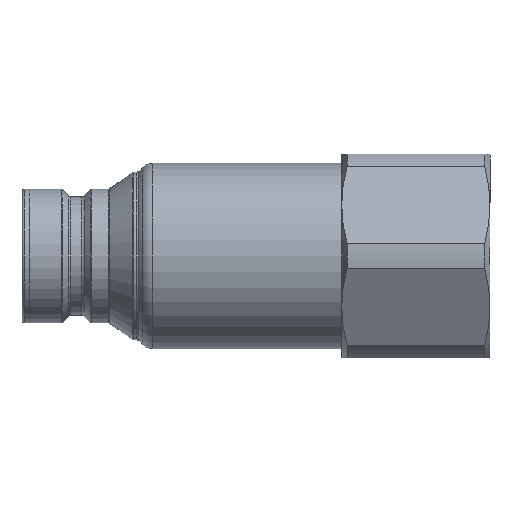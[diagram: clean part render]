
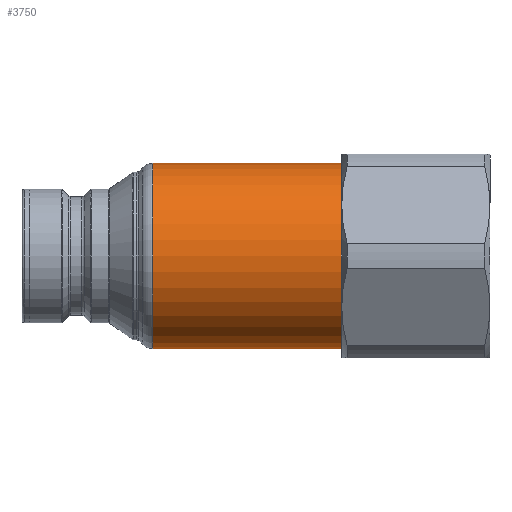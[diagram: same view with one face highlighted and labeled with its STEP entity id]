
A CAD part, front view. The second image highlights one B-rep face of the part: STEP entity #3750.
In plain terms, the highlighted cylindrical face has radius 25 mm (diameter 50 mm), a partial arc.
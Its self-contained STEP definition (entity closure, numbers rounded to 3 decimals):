
#57 = EDGE_CURVE ( 'NONE', #1833, #1543, #6202, .T. ) ;
#322 = EDGE_CURVE ( 'NONE', #1599, #2531, #6229, .T. ) ;
#383 = EDGE_CURVE ( 'NONE', #1833, #1599, #1244, .T. ) ;
#716 = EDGE_CURVE ( 'NONE', #1543, #2531, #1006, .T. ) ;
#809 = EDGE_LOOP ( 'NONE', ( #3544, #3547, #3548, #3557 ) ) ;
#1006 = LINE ( 'NONE', #6580, #1268 ) ;
#1075 = FACE_OUTER_BOUND ( 'NONE', #809, .T. ) ;
#1182 = VECTOR ( 'NONE', #6492, 1000. ) ;
#1244 = LINE ( 'NONE', #6495, #1182 ) ;
#1268 = VECTOR ( 'NONE', #6576, 1000. ) ;
#1361 = CYLINDRICAL_SURFACE ( 'NONE', #2763, 25. ) ;
#1543 = VERTEX_POINT ( 'NONE', #7202 ) ;
#1599 = VERTEX_POINT ( 'NONE', #7601 ) ;
#1833 = VERTEX_POINT ( 'NONE', #7611 ) ;
#1984 = DIRECTION ( 'NONE',  ( 0., 0., 1. ) ) ;
#2115 = CARTESIAN_POINT ( 'NONE',  ( 86.15, 0., 0. ) ) ;
#2122 = DIRECTION ( 'NONE',  ( -1., 0., 0. ) ) ;
#2531 = VERTEX_POINT ( 'NONE', #8546 ) ;
#2763 = AXIS2_PLACEMENT_3D ( 'NONE', #8385, #8384, #8391 ) ;
#3544 = ORIENTED_EDGE ( 'NONE', *, *, #383, .F. ) ;
#3547 = ORIENTED_EDGE ( 'NONE', *, *, #57, .T. ) ;
#3548 = ORIENTED_EDGE ( 'NONE', *, *, #716, .T. ) ;
#3557 = ORIENTED_EDGE ( 'NONE', *, *, #322, .F. ) ;
#3750 = ADVANCED_FACE ( 'NONE', ( #1075 ), #1361, .T. ) ;
#3994 = AXIS2_PLACEMENT_3D ( 'NONE', #6896, #6880, #6919 ) ;
#6202 = CIRCLE ( 'NONE', #8002, 25. ) ;
#6229 = CIRCLE ( 'NONE', #3994, 25. ) ;
#6492 = DIRECTION ( 'NONE',  ( -1., 0., 0. ) ) ;
#6495 = CARTESIAN_POINT ( 'NONE',  ( 0., 0., -25. ) ) ;
#6576 = DIRECTION ( 'NONE',  ( -1., 0., 0. ) ) ;
#6580 = CARTESIAN_POINT ( 'NONE',  ( 0., 0., 25. ) ) ;
#6880 = DIRECTION ( 'NONE',  ( -1., 0., 0. ) ) ;
#6896 = CARTESIAN_POINT ( 'NONE',  ( 35.307, 0., 0. ) ) ;
#6919 = DIRECTION ( 'NONE',  ( 0., 0., 1. ) ) ;
#7202 = CARTESIAN_POINT ( 'NONE',  ( 86.15, 0., 25. ) ) ;
#7601 = CARTESIAN_POINT ( 'NONE',  ( 35.307, 0., -25. ) ) ;
#7611 = CARTESIAN_POINT ( 'NONE',  ( 86.15, 0., -25. ) ) ;
#8002 = AXIS2_PLACEMENT_3D ( 'NONE', #2115, #2122, #1984 ) ;
#8384 = DIRECTION ( 'NONE',  ( -1., 0., 0. ) ) ;
#8385 = CARTESIAN_POINT ( 'NONE',  ( 0., 0., 0. ) ) ;
#8391 = DIRECTION ( 'NONE',  ( 0., 0., 1. ) ) ;
#8546 = CARTESIAN_POINT ( 'NONE',  ( 35.307, 0., 25. ) ) ;
